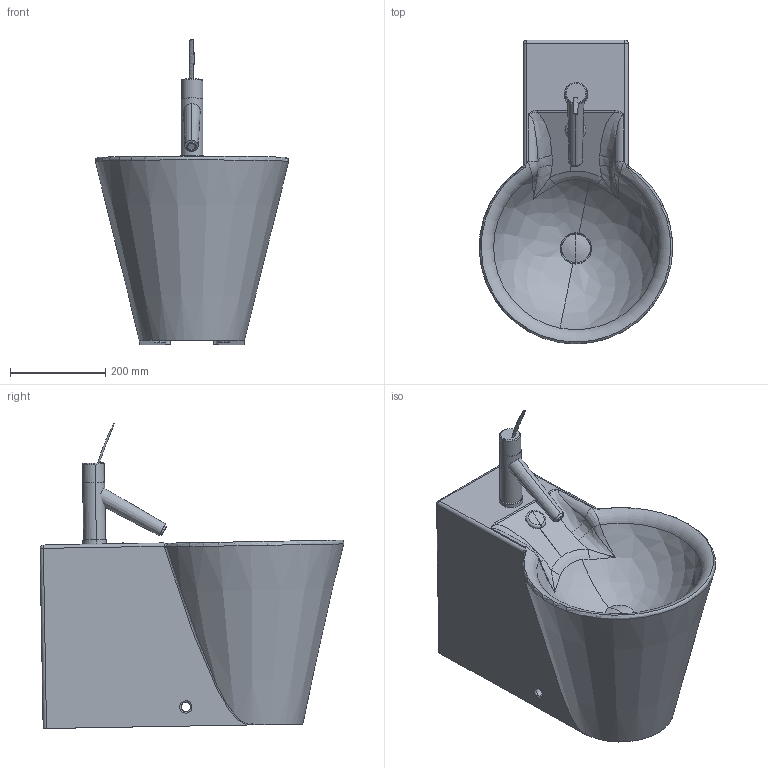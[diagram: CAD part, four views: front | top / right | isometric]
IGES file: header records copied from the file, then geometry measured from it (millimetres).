
Global section: file name: No Iges File Name specified; native system: AutoDesk Inventor R11.0; preprocessor: AutoDesk Inventor Iges Exporter R11.0; author: No Author specified; organization: No Organization specified; date: 20070210.162059; units: millimetre
Bounding box: 405.77 x 637.78 x 640.17 mm (x, y, z)
Volume: 26680033 mm3; surface area: 1380116.9 mm2
Topology: 9 solids, 9 shells, 257 faces, 630 edges, 379 vertices
Faces by surface type: bspline 67, cylinder 57, plane 53, revolution 34, torus 33, cone 7, sphere 6
